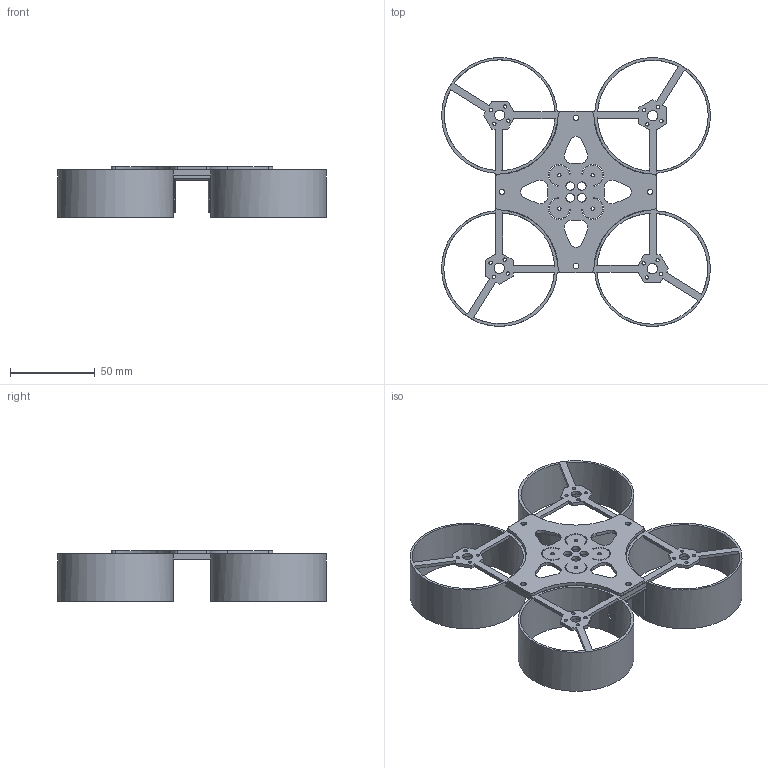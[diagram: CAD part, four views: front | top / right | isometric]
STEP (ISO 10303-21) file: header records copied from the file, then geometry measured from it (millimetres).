
FILE_DESCRIPTION(('FreeCAD Model'),'2;1');
FILE_NAME('Open CASCADE Shape Model','2025-01-11T10:29:45',(''),(''), 'Open CASCADE STEP processor 7.8','FreeCAD','Unknown');
FILE_SCHEMA(('AUTOMOTIVE_DESIGN { 1 0 10303 214 1 1 1 1 }'));
Length unit declared in the file: millimetre
Products named in the file (4): Unnamed; camera mount; propguard; bottom plate
Assembly tree (3 placements, depth 2):
  Unnamed
    camera mount
    propguard
    bottom plate
Bounding box: 158.33 x 158.33 x 30 mm (x, y, z)
Volume: 48840.8 mm3; surface area: 67837.5 mm2
Topology: 3 solids, 3 shells, 269 faces, 822 edges, 550 vertices
Faces by surface type: cylinder 147, plane 117, bspline 3, torus 2
Full cylindrical faces by diameter (mm): 1.5 x2, 1.6 x1, 1.8 x1, 2 x16, 5 x4, 6 x4, 6.1 x2, 65.295 x4, 68.2 x4
Entity records: 22054 total; most frequent: CARTESIAN_POINT 5501, DIRECTION 3167, LINE 1718, VECTOR 1718, ORIENTED_EDGE 1640, PCURVE 1640, DEFINITIONAL_REPRESENTATION 1640, EDGE_CURVE 820
